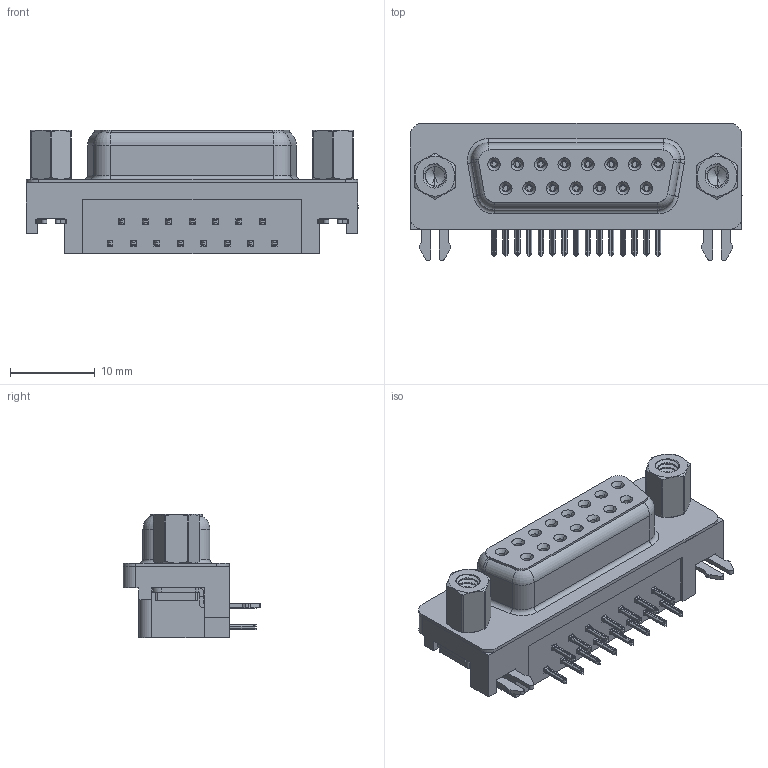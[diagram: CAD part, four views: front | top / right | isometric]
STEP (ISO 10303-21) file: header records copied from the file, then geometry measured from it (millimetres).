
FILE_DESCRIPTION (( 'STEP AP203' ), '1' );
FILE_NAME ('624-015-661-533.STEP', '2018-11-06T19:55:23', ( '' ), ( '' ), 'SwSTEP 2.0', 'SolidWorks 2016', '' );
FILE_SCHEMA (( 'CONFIG_CONTROL_DESIGN' ));
Length unit declared in the file: millimetre
Products named in the file (8): 624 2 Prong Board Lock; 624 4-40 Threaded Rivet; 624 4-40 Hex Standoff 5; 624-015-661-533; 624 Housing_15 Socket; 624 Shell_15 Socket; 624 Socket Bottom; 624 Contact Top
Assembly tree (23 placements, depth 2):
  624-015-661-533
    624 Housing_15 Socket
    624 Shell_15 Socket
    624 Socket Bottom  x7
    624 Contact Top  x8
    624 2 Prong Board Lock  x2
    624 4-40 Threaded Rivet  x2
    624 4-40 Hex Standoff 5  x2
Bounding box: 39.22 x 16.25 x 14.6 mm (x, y, z)
Volume: 4292.4 mm3; surface area: 6326.7 mm2
Topology: 23 solids, 23 shells, 2501 faces, 6608 edges, 4172 vertices
Faces by surface type: plane 1052, cylinder 667, bspline 530, cone 214, torus 38
Entity records: 31015 total; most frequent: CARTESIAN_POINT 12130, ORIENTED_EDGE 3854, DIRECTION 3352, EDGE_CURVE 1927, VERTEX_POINT 1232, VECTOR 1130, LINE 1130, AXIS2_PLACEMENT_3D 1111
